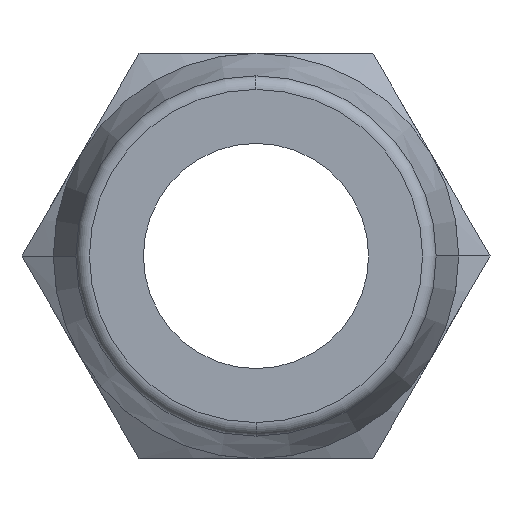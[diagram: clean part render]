
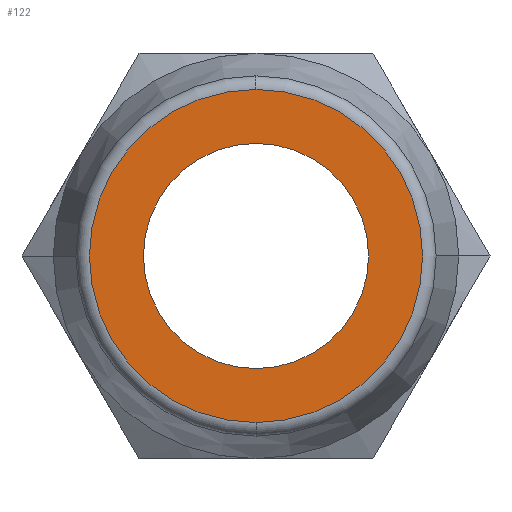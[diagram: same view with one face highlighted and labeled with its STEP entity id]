
A CAD part, front view. The second image highlights one B-rep face of the part: STEP entity #122.
In plain terms, the highlighted planar face has unit normal (0, -1, 0).
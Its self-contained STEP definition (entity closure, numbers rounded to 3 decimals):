
#122=ADVANCED_FACE('',(#259,#260),#261,.T.);
#259=FACE_BOUND('',#408,.T.);
#260=FACE_OUTER_BOUND('',#409,.T.);
#261=PLANE('',#410);
#408=EDGE_LOOP('',(#685,#686));
#409=EDGE_LOOP('',(#687,#688,#689));
#410=AXIS2_PLACEMENT_3D('',#690,#691,#692);
#685=ORIENTED_EDGE('',*,*,#961,.T.);
#686=ORIENTED_EDGE('',*,*,#957,.T.);
#687=ORIENTED_EDGE('',*,*,#962,.F.);
#688=ORIENTED_EDGE('',*,*,#963,.F.);
#689=ORIENTED_EDGE('',*,*,#903,.F.);
#690=CARTESIAN_POINT('',(1.85,0.,0.0));
#691=DIRECTION('',(0.,-1.0,-0.0));
#692=DIRECTION('',(-1.0,0.,0.0));
#903=EDGE_CURVE('',#1082,#1078,#1084,.T.);
#957=EDGE_CURVE('',#1152,#1154,#1156,.T.);
#961=EDGE_CURVE('',#1154,#1152,#1160,.T.);
#962=EDGE_CURVE('',#1161,#1082,#1162,.T.);
#963=EDGE_CURVE('',#1078,#1161,#1163,.T.);
#1078=VERTEX_POINT('',#1402);
#1082=VERTEX_POINT('',#1406);
#1084=CIRCLE('',#1408,3.7);
#1152=VERTEX_POINT('',#1565);
#1154=VERTEX_POINT('',#1568);
#1156=CIRCLE('',#1571,2.5);
#1160=CIRCLE('',#1586,2.5);
#1161=VERTEX_POINT('',#1587);
#1162=CIRCLE('',#1588,3.7);
#1163=CIRCLE('',#1589,3.7);
#1402=CARTESIAN_POINT('',(0.,0.,3.7));
#1406=CARTESIAN_POINT('',(0.,0.,-3.7));
#1408=AXIS2_PLACEMENT_3D('',#1759,#1760,#1761);
#1565=CARTESIAN_POINT('',(2.5,0.,0.));
#1568=CARTESIAN_POINT('',(-2.5,0.0,0.));
#1571=AXIS2_PLACEMENT_3D('',#1830,#1831,#1832);
#1586=AXIS2_PLACEMENT_3D('',#1833,#1834,#1835);
#1587=CARTESIAN_POINT('',(3.7,0.,0.0));
#1588=AXIS2_PLACEMENT_3D('',#1836,#1837,#1838);
#1589=AXIS2_PLACEMENT_3D('',#1839,#1840,#1841);
#1759=CARTESIAN_POINT('',(0.0,0.,0.0));
#1760=DIRECTION('',(-0.0,1.0,0.0));
#1761=DIRECTION('',(1.0,0.0,0.0));
#1830=CARTESIAN_POINT('',(0.0,0.0,0.0));
#1831=DIRECTION('',(0.,1.0,0.0));
#1832=DIRECTION('',(1.0,0.,0.0));
#1833=CARTESIAN_POINT('',(0.0,0.0,0.0));
#1834=DIRECTION('',(0.,1.0,0.0));
#1835=DIRECTION('',(1.0,0.,0.0));
#1836=CARTESIAN_POINT('',(0.0,0.,0.0));
#1837=DIRECTION('',(-0.0,1.0,0.0));
#1838=DIRECTION('',(1.0,0.0,0.0));
#1839=CARTESIAN_POINT('',(0.0,0.,0.0));
#1840=DIRECTION('',(-0.0,1.0,0.0));
#1841=DIRECTION('',(1.0,0.0,0.0));
